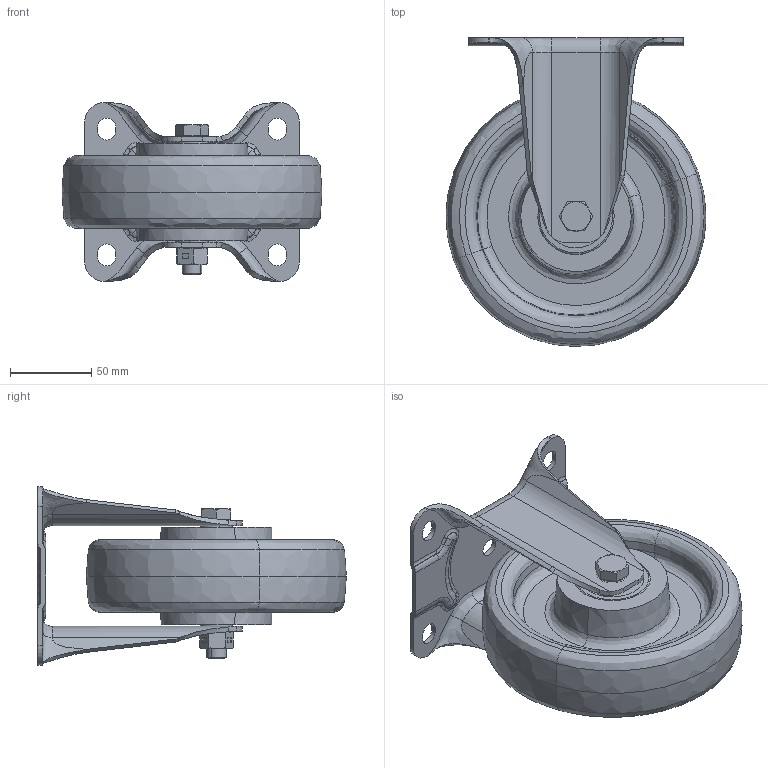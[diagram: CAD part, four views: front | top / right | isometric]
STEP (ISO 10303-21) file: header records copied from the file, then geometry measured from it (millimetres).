
FILE_DESCRIPTION (( 'STEP AP214' ), '1' );
FILE_NAME ('0056331.step', '2023-08-02T08:47:27', ( '' ), ( '' ), 'SwSTEP 2.0', 'SolidWorks 2020', '' );
FILE_SCHEMA (( 'AUTOMOTIVE_DESIGN' ));
Length unit declared in the file: millimetre
Products named in the file (1): 0056331
Bounding box: 159.99 x 190 x 110 mm (x, y, z)
Volume: 727011.9 mm3; surface area: 181558.2 mm2
Topology: 17 solids, 17 shells, 456 faces, 1018 edges, 602 vertices
Faces by surface type: bspline 136, plane 118, cylinder 112, cone 48, torus 42
Entity records: 29466 total; most frequent: CARTESIAN_POINT 14771, ORIENTED_EDGE 2036, DIRECTION 1872, EDGE_CURVE 1018, AXIS2_PLACEMENT_3D 755, VERTEX_POINT 602, EDGE_LOOP 506, UNCERTAINTY_MEASURE_WITH_UNIT 475
